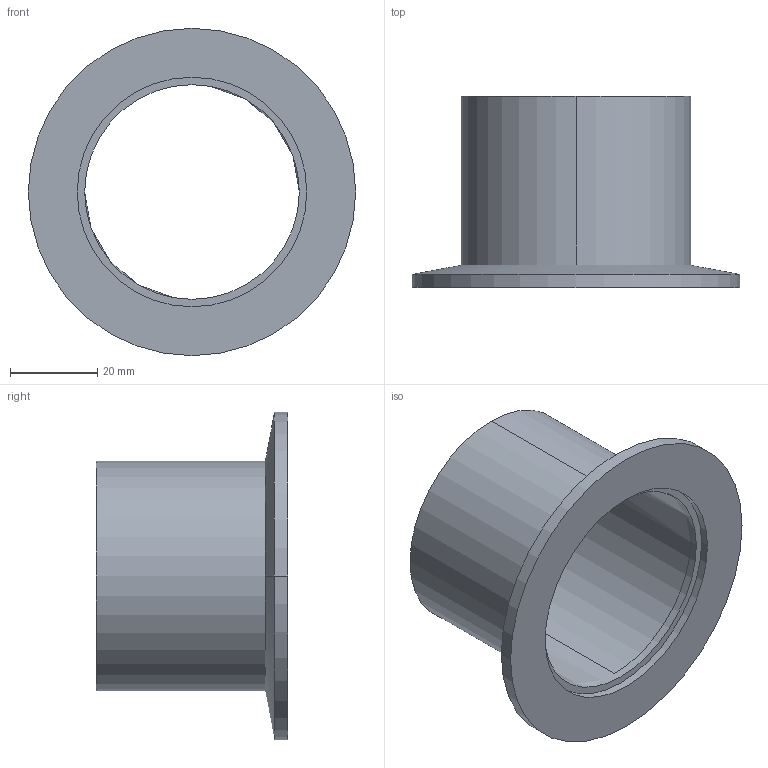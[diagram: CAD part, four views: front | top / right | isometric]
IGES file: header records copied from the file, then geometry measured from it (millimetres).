
Start section:  PTC IGES file: mice37-001.igs
Global section: file name: mice37-001.igs; native system: Pro/ENGINEER by Parametric Technology Corporation; preprocessor: 2004110; author: liuxiaokun; organization: Unknown; date: 080428.081004; units: millimetre
Bounding box: 75 x 43.8 x 75 mm (x, y, z)
Volume: 20334.5 mm3; surface area: 18965.9 mm2
Topology: 1 solids, 1 shells, 13 faces, 32 edges, 22 vertices
Faces by surface type: revolution 10, bspline 3
